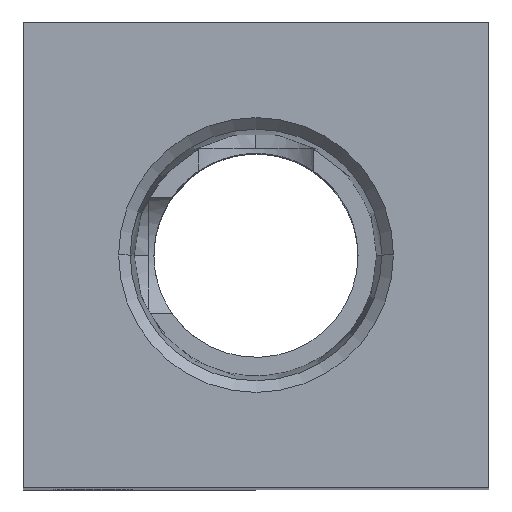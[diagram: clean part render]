
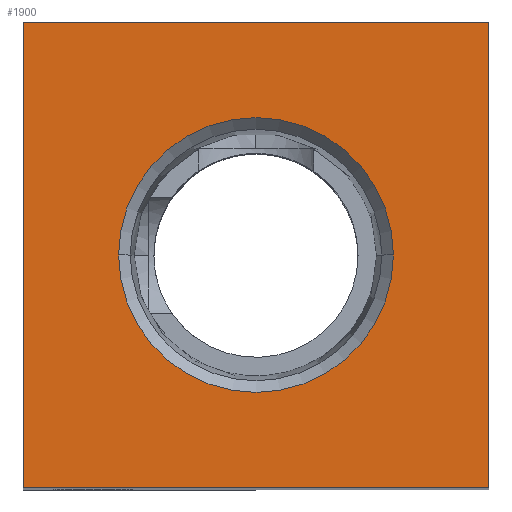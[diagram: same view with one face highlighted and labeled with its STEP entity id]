
A CAD part, top view. The second image highlights one B-rep face of the part: STEP entity #1900.
In plain terms, the highlighted planar face has unit normal (0, 0, 1).
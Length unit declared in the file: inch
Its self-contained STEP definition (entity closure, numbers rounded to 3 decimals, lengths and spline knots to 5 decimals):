
#40 = CARTESIAN_POINT ( 'NONE',  ( -0.5, 0.5, 1.25 ) ) ;
#173 = DIRECTION ( 'NONE',  ( 0., 1., 0. ) ) ;
#329 = ORIENTED_EDGE ( 'NONE', *, *, #2461, .T. ) ;
#332 = CARTESIAN_POINT ( 'NONE',  ( -0.29487, 0., 1.25 ) ) ;
#369 = FACE_BOUND ( 'NONE', #537, .T. ) ;
#473 = DIRECTION ( 'NONE',  ( 1., 0., 0. ) ) ;
#537 = EDGE_LOOP ( 'NONE', ( #1866, #1975 ) ) ;
#794 = EDGE_CURVE ( 'NONE', #2584, #2747, #2671, .T. ) ;
#836 = DIRECTION ( 'NONE',  ( -1., 0., 0. ) ) ;
#866 = CIRCLE ( 'NONE', #2866, 0.29487 ) ;
#891 = CARTESIAN_POINT ( 'NONE',  ( 0.5, -0.5, 1.25 ) ) ;
#960 = FACE_OUTER_BOUND ( 'NONE', #1159, .T. ) ;
#981 = DIRECTION ( 'NONE',  ( 1., 0., 0. ) ) ;
#996 = VECTOR ( 'NONE', #173, 39.37008 ) ;
#1036 = VECTOR ( 'NONE', #836, 39.37008 ) ;
#1039 = CARTESIAN_POINT ( 'NONE',  ( 0., 0., 1.25 ) ) ;
#1086 = DIRECTION ( 'NONE',  ( 0., -1., 0. ) ) ;
#1121 = LINE ( 'NONE', #1814, #1036 ) ;
#1159 = EDGE_LOOP ( 'NONE', ( #2088, #1416, #2589, #329 ) ) ;
#1191 = CIRCLE ( 'NONE', #1818, 0.29487 ) ;
#1198 = EDGE_CURVE ( 'NONE', #2966, #1210, #866, .T. ) ;
#1210 = VERTEX_POINT ( 'NONE', #2523 ) ;
#1273 = CARTESIAN_POINT ( 'NONE',  ( -0.5, -0.5, 1.25 ) ) ;
#1292 = DIRECTION ( 'NONE',  ( 1., 0., 0. ) ) ;
#1416 = ORIENTED_EDGE ( 'NONE', *, *, #794, .T. ) ;
#1554 = VECTOR ( 'NONE', #981, 39.37008 ) ;
#1577 = VERTEX_POINT ( 'NONE', #40 ) ;
#1696 = EDGE_CURVE ( 'NONE', #1577, #2584, #3030, .T. ) ;
#1814 = CARTESIAN_POINT ( 'NONE',  ( 0.5, 0.5, 1.25 ) ) ;
#1818 = AXIS2_PLACEMENT_3D ( 'NONE', #1039, #2634, #1292 ) ;
#1846 = AXIS2_PLACEMENT_3D ( 'NONE', #2899, #1938, #473 ) ;
#1866 = ORIENTED_EDGE ( 'NONE', *, *, #2859, .F. ) ;
#1900 = ADVANCED_FACE ( 'NONE', ( #369, #960 ), #2895, .T. ) ;
#1905 = VECTOR ( 'NONE', #1086, 39.37008 ) ;
#1938 = DIRECTION ( 'NONE',  ( 0., 0., 1. ) ) ;
#1975 = ORIENTED_EDGE ( 'NONE', *, *, #1198, .F. ) ;
#2088 = ORIENTED_EDGE ( 'NONE', *, *, #1696, .T. ) ;
#2124 = CARTESIAN_POINT ( 'NONE',  ( 0.5, 0.5, 1.25 ) ) ;
#2174 = VERTEX_POINT ( 'NONE', #2124 ) ;
#2246 = LINE ( 'NONE', #2964, #996 ) ;
#2296 = CARTESIAN_POINT ( 'NONE',  ( -0.5, -0.5, 1.25 ) ) ;
#2336 = DIRECTION ( 'NONE',  ( 1., 0., 0. ) ) ;
#2345 = DIRECTION ( 'NONE',  ( 0., 0., 1. ) ) ;
#2358 = CARTESIAN_POINT ( 'NONE',  ( 0., 0., 1.25 ) ) ;
#2461 = EDGE_CURVE ( 'NONE', #2174, #1577, #1121, .T. ) ;
#2523 = CARTESIAN_POINT ( 'NONE',  ( 0.29487, 0., 1.25 ) ) ;
#2563 = CARTESIAN_POINT ( 'NONE',  ( 0.5, -0.5, 1.25 ) ) ;
#2584 = VERTEX_POINT ( 'NONE', #2296 ) ;
#2589 = ORIENTED_EDGE ( 'NONE', *, *, #2670, .T. ) ;
#2634 = DIRECTION ( 'NONE',  ( 0., 0., 1. ) ) ;
#2670 = EDGE_CURVE ( 'NONE', #2747, #2174, #2246, .T. ) ;
#2671 = LINE ( 'NONE', #891, #1554 ) ;
#2747 = VERTEX_POINT ( 'NONE', #2563 ) ;
#2859 = EDGE_CURVE ( 'NONE', #1210, #2966, #1191, .T. ) ;
#2866 = AXIS2_PLACEMENT_3D ( 'NONE', #2358, #2345, #2336 ) ;
#2895 = PLANE ( 'NONE',  #1846 ) ;
#2899 = CARTESIAN_POINT ( 'NONE',  ( 0., 0., 1.25 ) ) ;
#2964 = CARTESIAN_POINT ( 'NONE',  ( 0.5, -0.5, 1.25 ) ) ;
#2966 = VERTEX_POINT ( 'NONE', #332 ) ;
#3030 = LINE ( 'NONE', #1273, #1905 ) ;
